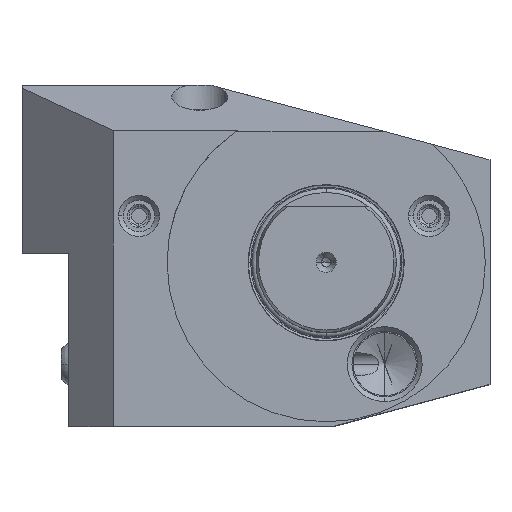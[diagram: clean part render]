
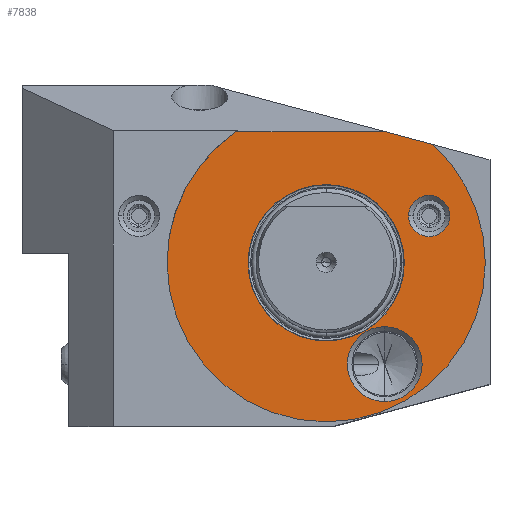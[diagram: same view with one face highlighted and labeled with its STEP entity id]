
A CAD part, top view. The second image highlights one B-rep face of the part: STEP entity #7838.
In plain terms, the highlighted planar face has unit normal (0, 0, 1).
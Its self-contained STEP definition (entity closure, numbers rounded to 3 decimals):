
#717=DIRECTION('',(1,0,0));
#718=VECTOR('',#717,31.895);
#719=CARTESIAN_POINT('',(-19.287,28,-54.7));
#720=LINE('',#719,#718);
#724=CARTESIAN_POINT('',(-19.287,28,-54.7));
#758=CARTESIAN_POINT('',(0,0,-54.7));
#759=DIRECTION('',(0,0,1));
#760=DIRECTION('',(-0.567,0.824,0));
#761=AXIS2_PLACEMENT_3D('',#758,#759,#760);
#763=DIRECTION('',(-0.966,0.259,0));
#764=VECTOR('',#763,10.475);
#765=CARTESIAN_POINT('',(22.726,25.289,-54.7));
#766=LINE('',#765,#764);
#767=CARTESIAN_POINT('',(0,0,-54.7));
#768=DIRECTION('',(0,0,1));
#769=DIRECTION('',(1,0,0));
#770=AXIS2_PLACEMENT_3D('',#767,#768,#769);
#772=CARTESIAN_POINT('',(0,0,-54.7));
#773=DIRECTION('',(0,0,1));
#774=DIRECTION('',(-1,0,0));
#775=AXIS2_PLACEMENT_3D('',#772,#773,#774);
#777=CARTESIAN_POINT('',(22,10,-54.7));
#778=DIRECTION('',(0,0,-1));
#779=DIRECTION('',(1,0,0));
#780=AXIS2_PLACEMENT_3D('',#777,#778,#779);
#782=CARTESIAN_POINT('',(22,10,-54.7));
#783=DIRECTION('',(0,0,-1));
#784=DIRECTION('',(-1,0,0));
#785=AXIS2_PLACEMENT_3D('',#782,#783,#784);
#787=CARTESIAN_POINT('',(12.5,-21.65,-54.7));
#788=DIRECTION('',(0,0,-1));
#789=DIRECTION('',(0,-1,0));
#790=AXIS2_PLACEMENT_3D('',#787,#788,#789);
#792=CARTESIAN_POINT('',(12.5,-21.65,-54.7));
#793=DIRECTION('',(0,0,-1));
#794=DIRECTION('',(0,1,0));
#795=AXIS2_PLACEMENT_3D('',#792,#793,#794);
#797=CARTESIAN_POINT('',(0,0,-54.7));
#798=DIRECTION('',(0,0,-1));
#799=DIRECTION('',(-1,0,0));
#800=AXIS2_PLACEMENT_3D('',#797,#798,#799);
#802=CARTESIAN_POINT('',(0,0,-54.7));
#803=DIRECTION('',(0,0,-1));
#804=DIRECTION('',(1,0,0));
#805=AXIS2_PLACEMENT_3D('',#802,#803,#804);
#6208=CARTESIAN_POINT('',(26.4,10,-54.7));
#6210=VERTEX_POINT('',#6208);
#6250=CARTESIAN_POINT('',(17.6,10,-54.7));
#6252=VERTEX_POINT('',#6250);
#6307=CARTESIAN_POINT('',(12.5,-29.65,-54.7));
#6308=VERTEX_POINT('',#6307);
#6343=VERTEX_POINT('',#724);
#6348=CARTESIAN_POINT('',(-34,0,-54.7));
#6349=VERTEX_POINT('',#6348);
#6356=CARTESIAN_POINT('',(12.5,-13.65,-54.7));
#6357=VERTEX_POINT('',#6356);
#6358=CARTESIAN_POINT('',(34,0,-54.7));
#6359=VERTEX_POINT('',#6358);
#6468=CARTESIAN_POINT('',(16.7,0,-54.7));
#6469=CARTESIAN_POINT('',(-16.7,0,-54.7));
#6470=VERTEX_POINT('',#6468);
#6471=VERTEX_POINT('',#6469);
#6485=CARTESIAN_POINT('',(22.726,25.289,-54.7));
#6486=VERTEX_POINT('',#6485);
#6509=CARTESIAN_POINT('',(12.608,28,-54.7));
#6510=VERTEX_POINT('',#6509);
#7805=CARTESIAN_POINT('',(0,0,-54.7));
#7806=DIRECTION('',(0,0,-1));
#7807=DIRECTION('',(-1,0,0));
#7808=AXIS2_PLACEMENT_3D('',#7805,#7806,#7807);
#7809=PLANE('',#7808);
#7811=ORIENTED_EDGE('',*,*,#7810,.F.);
#7812=ORIENTED_EDGE('',*,*,#7789,.T.);
#7813=ORIENTED_EDGE('',*,*,#7701,.F.);
#7815=ORIENTED_EDGE('',*,*,#7814,.F.);
#7817=ORIENTED_EDGE('',*,*,#7816,.F.);
#7818=EDGE_LOOP('',(#7811,#7812,#7813,#7815,#7817));
#7819=FACE_OUTER_BOUND('',#7818,.F.);
#7821=ORIENTED_EDGE('',*,*,#7820,.F.);
#7823=ORIENTED_EDGE('',*,*,#7822,.F.);
#7824=EDGE_LOOP('',(#7821,#7823));
#7825=FACE_BOUND('',#7824,.F.);
#7827=ORIENTED_EDGE('',*,*,#7826,.F.);
#7829=ORIENTED_EDGE('',*,*,#7828,.F.);
#7830=EDGE_LOOP('',(#7827,#7829));
#7831=FACE_BOUND('',#7830,.F.);
#7833=ORIENTED_EDGE('',*,*,#7832,.F.);
#7835=ORIENTED_EDGE('',*,*,#7834,.F.);
#7836=EDGE_LOOP('',(#7833,#7835));
#7837=FACE_BOUND('',#7836,.F.);
#7838=ADVANCED_FACE('',(#7819,#7825,#7831,#7837),#7809,.F.);
#762=CIRCLE('',#761,34);
#771=CIRCLE('',#770,34);
#776=CIRCLE('',#775,34);
#781=CIRCLE('',#780,4.4);
#786=CIRCLE('',#785,4.4);
#791=CIRCLE('',#790,8);
#796=CIRCLE('',#795,8);
#801=CIRCLE('',#800,16.7);
#806=CIRCLE('',#805,16.7);
#7701=EDGE_CURVE('',#6486,#6510,#766,.T.);
#7789=EDGE_CURVE('',#6343,#6510,#720,.T.);
#7810=EDGE_CURVE('',#6343,#6349,#762,.T.);
#7814=EDGE_CURVE('',#6359,#6486,#771,.T.);
#7816=EDGE_CURVE('',#6349,#6359,#776,.T.);
#7820=EDGE_CURVE('',#6210,#6252,#781,.T.);
#7822=EDGE_CURVE('',#6252,#6210,#786,.T.);
#7826=EDGE_CURVE('',#6308,#6357,#791,.T.);
#7828=EDGE_CURVE('',#6357,#6308,#796,.T.);
#7832=EDGE_CURVE('',#6471,#6470,#801,.T.);
#7834=EDGE_CURVE('',#6470,#6471,#806,.T.);
